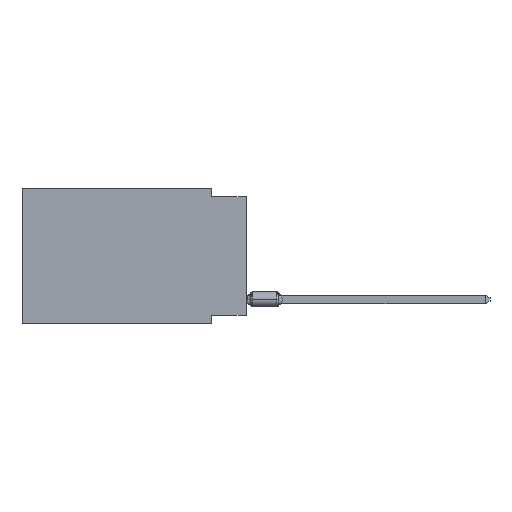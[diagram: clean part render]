
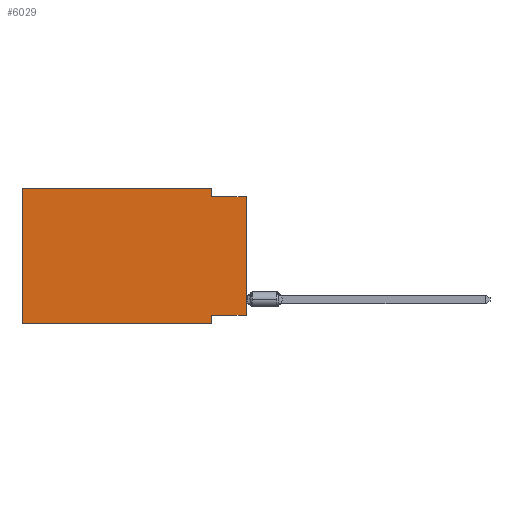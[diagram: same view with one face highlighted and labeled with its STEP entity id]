
A CAD part, left-side view. The second image highlights one B-rep face of the part: STEP entity #6029.
In plain terms, the highlighted planar face has unit normal (-1, 0, 0).
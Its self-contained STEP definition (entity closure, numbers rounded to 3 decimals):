
#267 = ORIENTED_EDGE ( 'NONE', *, *, #13613, .F. ) ;
#327 = VECTOR ( 'NONE', #20366, 1000. ) ;
#539 = LINE ( 'NONE', #17870, #12373 ) ;
#731 = CARTESIAN_POINT ( 'NONE',  ( 0., 16.383, 0. ) ) ;
#1728 = CARTESIAN_POINT ( 'NONE',  ( 0., 16.383, -9.906 ) ) ;
#1937 = DIRECTION ( 'NONE',  ( 0., 1., 0. ) ) ;
#2146 = CARTESIAN_POINT ( 'NONE',  ( 0., 2.54, -9.906 ) ) ;
#2354 = DIRECTION ( 'NONE',  ( 1., 0., 0. ) ) ;
#2867 = ORIENTED_EDGE ( 'NONE', *, *, #7697, .T. ) ;
#3552 = ORIENTED_EDGE ( 'NONE', *, *, #15262, .F. ) ;
#4054 = CARTESIAN_POINT ( 'NONE',  ( 0., 16.383, -9.906 ) ) ;
#4419 = LINE ( 'NONE', #13354, #327 ) ;
#4483 = EDGE_CURVE ( 'NONE', #11539, #18270, #4419, .T. ) ;
#4754 = AXIS2_PLACEMENT_3D ( 'NONE', #17862, #2354, #9266 ) ;
#5461 = CARTESIAN_POINT ( 'NONE',  ( 0., 0., -9.271 ) ) ;
#5994 = DIRECTION ( 'NONE',  ( 0., -1., 0. ) ) ;
#6029 = ADVANCED_FACE ( 'NONE', ( #19544 ), #10955, .F. ) ;
#6102 = CARTESIAN_POINT ( 'NONE',  ( 0., 16.383, 0. ) ) ;
#6583 = ORIENTED_EDGE ( 'NONE', *, *, #8188, .F. ) ;
#7273 = LINE ( 'NONE', #5461, #14642 ) ;
#7697 = EDGE_CURVE ( 'NONE', #18389, #19179, #13643, .T. ) ;
#7798 = VERTEX_POINT ( 'NONE', #20863 ) ;
#8068 = VECTOR ( 'NONE', #9454, 1000. ) ;
#8188 = EDGE_CURVE ( 'NONE', #9575, #21096, #539, .T. ) ;
#9266 = DIRECTION ( 'NONE',  ( 0., 0., -1. ) ) ;
#9454 = DIRECTION ( 'NONE',  ( 0., -1., 0. ) ) ;
#9575 = VERTEX_POINT ( 'NONE', #19199 ) ;
#10920 = CARTESIAN_POINT ( 'NONE',  ( 0., 0., -0.635 ) ) ;
#10955 = PLANE ( 'NONE',  #4754 ) ;
#11273 = LINE ( 'NONE', #731, #14836 ) ;
#11539 = VERTEX_POINT ( 'NONE', #21274 ) ;
#12373 = VECTOR ( 'NONE', #16065, 1000. ) ;
#12422 = ORIENTED_EDGE ( 'NONE', *, *, #17523, .F. ) ;
#13354 = CARTESIAN_POINT ( 'NONE',  ( 0., 0., 0. ) ) ;
#13535 = DIRECTION ( 'NONE',  ( 0., -1., 0. ) ) ;
#13613 = EDGE_CURVE ( 'NONE', #18389, #7798, #11273, .T. ) ;
#13643 = LINE ( 'NONE', #1728, #18215 ) ;
#14090 = CARTESIAN_POINT ( 'NONE',  ( 0., 0., -0.635 ) ) ;
#14589 = LINE ( 'NONE', #6102, #18127 ) ;
#14642 = VECTOR ( 'NONE', #1937, 1000. ) ;
#14836 = VECTOR ( 'NONE', #21336, 1000. ) ;
#15262 = EDGE_CURVE ( 'NONE', #7798, #9575, #14589, .T. ) ;
#15672 = EDGE_CURVE ( 'NONE', #21096, #18270, #19969, .T. ) ;
#15715 = VECTOR ( 'NONE', #22094, 1000. ) ;
#15977 = ORIENTED_EDGE ( 'NONE', *, *, #15672, .F. ) ;
#16065 = DIRECTION ( 'NONE',  ( 0., 0., -1. ) ) ;
#17523 = EDGE_CURVE ( 'NONE', #11539, #20829, #7273, .T. ) ;
#17862 = CARTESIAN_POINT ( 'NONE',  ( 0., 16.383, 0. ) ) ;
#17870 = CARTESIAN_POINT ( 'NONE',  ( 0., 2.54, 0. ) ) ;
#18127 = VECTOR ( 'NONE', #5994, 1000. ) ;
#18215 = VECTOR ( 'NONE', #13535, 1000. ) ;
#18270 = VERTEX_POINT ( 'NONE', #14090 ) ;
#18389 = VERTEX_POINT ( 'NONE', #4054 ) ;
#18486 = LINE ( 'NONE', #18606, #15715 ) ;
#18606 = CARTESIAN_POINT ( 'NONE',  ( 0., 2.54, -9.906 ) ) ;
#18973 = EDGE_CURVE ( 'NONE', #20829, #19179, #18486, .T. ) ;
#19179 = VERTEX_POINT ( 'NONE', #2146 ) ;
#19199 = CARTESIAN_POINT ( 'NONE',  ( 0., 2.54, 0. ) ) ;
#19399 = ORIENTED_EDGE ( 'NONE', *, *, #18973, .F. ) ;
#19544 = FACE_OUTER_BOUND ( 'NONE', #20109, .T. ) ;
#19694 = ORIENTED_EDGE ( 'NONE', *, *, #4483, .T. ) ;
#19969 = LINE ( 'NONE', #10920, #8068 ) ;
#20109 = EDGE_LOOP ( 'NONE', ( #19694, #15977, #6583, #3552, #267, #2867, #19399, #12422 ) ) ;
#20366 = DIRECTION ( 'NONE',  ( 0., 0., 1. ) ) ;
#20469 = CARTESIAN_POINT ( 'NONE',  ( 0., 2.54, -0.635 ) ) ;
#20829 = VERTEX_POINT ( 'NONE', #21373 ) ;
#20863 = CARTESIAN_POINT ( 'NONE',  ( 0., 16.383, 0. ) ) ;
#21096 = VERTEX_POINT ( 'NONE', #20469 ) ;
#21274 = CARTESIAN_POINT ( 'NONE',  ( 0., 0., -9.271 ) ) ;
#21336 = DIRECTION ( 'NONE',  ( 0., 0., 1. ) ) ;
#21373 = CARTESIAN_POINT ( 'NONE',  ( 0., 2.54, -9.271 ) ) ;
#22094 = DIRECTION ( 'NONE',  ( 0., 0., -1. ) ) ;
